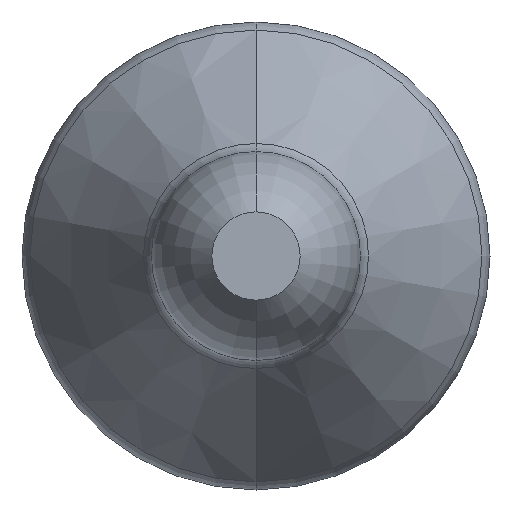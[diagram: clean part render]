
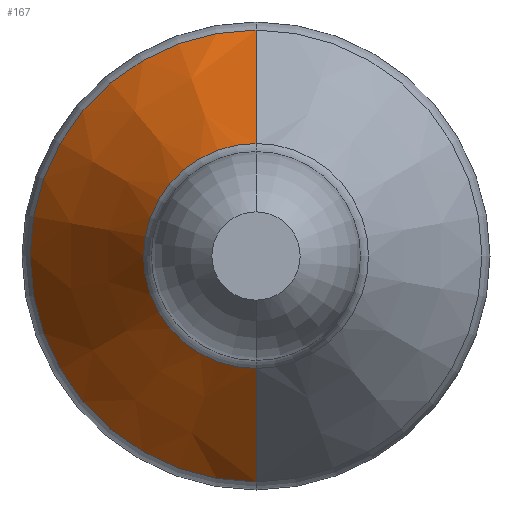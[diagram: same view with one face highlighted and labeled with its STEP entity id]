
A CAD part, front view. The second image highlights one B-rep face of the part: STEP entity #167.
In plain terms, the highlighted conical face has half-angle 30.2 degrees and reference radius 3.785 mm.
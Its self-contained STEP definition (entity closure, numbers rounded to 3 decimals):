
#34 = ORIENTED_EDGE ( 'NONE', *, *, #178, .F. ) ;
#36 = EDGE_CURVE ( 'NONE', #179, #60, #131, .T. ) ;
#58 = EDGE_CURVE ( 'NONE', #196, #60, #90, .T. ) ;
#60 = VERTEX_POINT ( 'NONE', #82 ) ;
#70 = CARTESIAN_POINT ( 'NONE',  ( 0., 12.233, -1.886 ) ) ;
#82 = CARTESIAN_POINT ( 'NONE',  ( 0., 15.497, 3.785 ) ) ;
#83 = DIRECTION ( 'NONE',  ( 0., 0.864, 0.503 ) ) ;
#84 = VECTOR ( 'NONE', #83, 1000. ) ;
#85 = CARTESIAN_POINT ( 'NONE',  ( 0., 15.497, 3.785 ) ) ;
#90 = LINE ( 'NONE', #85, #84 ) ;
#127 = DIRECTION ( 'NONE',  ( 0., 0., 1. ) ) ;
#128 = DIRECTION ( 'NONE',  ( 0., 1., 0. ) ) ;
#129 = CARTESIAN_POINT ( 'NONE',  ( 0., 15.497, 0. ) ) ;
#130 = AXIS2_PLACEMENT_3D ( 'NONE', #129, #128, #127 ) ;
#131 = CIRCLE ( 'NONE', #130, 3.785 ) ;
#138 = VERTEX_POINT ( 'NONE', #70 ) ;
#139 = ORIENTED_EDGE ( 'NONE', *, *, #58, .T. ) ;
#140 = ORIENTED_EDGE ( 'NONE', *, *, #36, .F. ) ;
#166 = ORIENTED_EDGE ( 'NONE', *, *, #195, .T. ) ;
#167 = ADVANCED_FACE ( 'NONE', ( #328 ), #323, .T. ) ;
#168 = EDGE_LOOP ( 'NONE', ( #34, #166, #139, #140 ) ) ;
#178 = EDGE_CURVE ( 'NONE', #138, #179, #287, .T. ) ;
#179 = VERTEX_POINT ( 'NONE', #283 ) ;
#195 = EDGE_CURVE ( 'NONE', #138, #196, #254, .T. ) ;
#196 = VERTEX_POINT ( 'NONE', #249 ) ;
#249 = CARTESIAN_POINT ( 'NONE',  ( 0., 12.233, 1.886 ) ) ;
#250 = DIRECTION ( 'NONE',  ( 0., 0., 1. ) ) ;
#251 = DIRECTION ( 'NONE',  ( 0., 1., 0. ) ) ;
#252 = CARTESIAN_POINT ( 'NONE',  ( 0., 12.233, 0. ) ) ;
#253 = AXIS2_PLACEMENT_3D ( 'NONE', #252, #251, #250 ) ;
#254 = CIRCLE ( 'NONE', #253, 1.886 ) ;
#283 = CARTESIAN_POINT ( 'NONE',  ( 0., 15.497, -3.785 ) ) ;
#284 = DIRECTION ( 'NONE',  ( 0., 0.864, -0.503 ) ) ;
#285 = VECTOR ( 'NONE', #284, 1000. ) ;
#286 = CARTESIAN_POINT ( 'NONE',  ( 0., 15.497, -3.785 ) ) ;
#287 = LINE ( 'NONE', #286, #285 ) ;
#307 = DIRECTION ( 'NONE',  ( 0., 0., 1. ) ) ;
#308 = DIRECTION ( 'NONE',  ( 0., 1., 0. ) ) ;
#309 = CARTESIAN_POINT ( 'NONE',  ( 0., 15.497, 0. ) ) ;
#310 = AXIS2_PLACEMENT_3D ( 'NONE', #309, #308, #307 ) ;
#323 = CONICAL_SURFACE ( 'NONE', #310, 3.785, 0.527 ) ;
#328 = FACE_OUTER_BOUND ( 'NONE', #168, .T. ) ;
